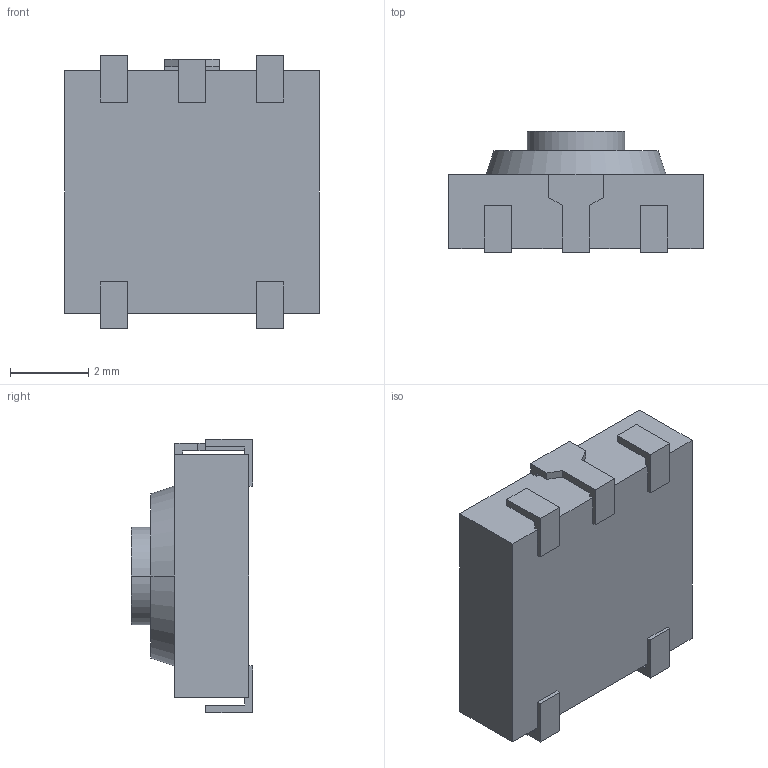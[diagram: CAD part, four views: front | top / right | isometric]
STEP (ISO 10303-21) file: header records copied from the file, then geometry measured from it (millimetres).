
FILE_DESCRIPTION(('STEP AP242'),'1');
FILE_NAME('20039.stp','2018-12-16T23:42:44',('TraceParts'),('TraceParts S.A.'),'Spatial InterOp 3D',' ',' ');
FILE_SCHEMA(('AP242_MANAGED_MODEL_BASED_3D_ENGINEERING_MIM_LF {1 0 10303 442 1 1 4}'));
Length unit declared in the file: millimetre
Products named in the file (1): 20039
Bounding box: 6.5 x 3.1 x 7 mm (x, y, z)
Volume: 89.6 mm3; surface area: 155.1 mm2
Topology: 1 solids, 1 shells, 57 faces, 162 edges, 108 vertices
Faces by surface type: plane 53, cone 2, cylinder 2
Entity records: 3650 total; most frequent: CARTESIAN_POINT 328, STYLED_ITEM 327, PRESENTATION_STYLE_ASSIGNMENT 327, COLOUR_RGB 327, ORIENTED_EDGE 324, DIRECTION 286, EDGE_CURVE 162, CURVE_STYLE 162
